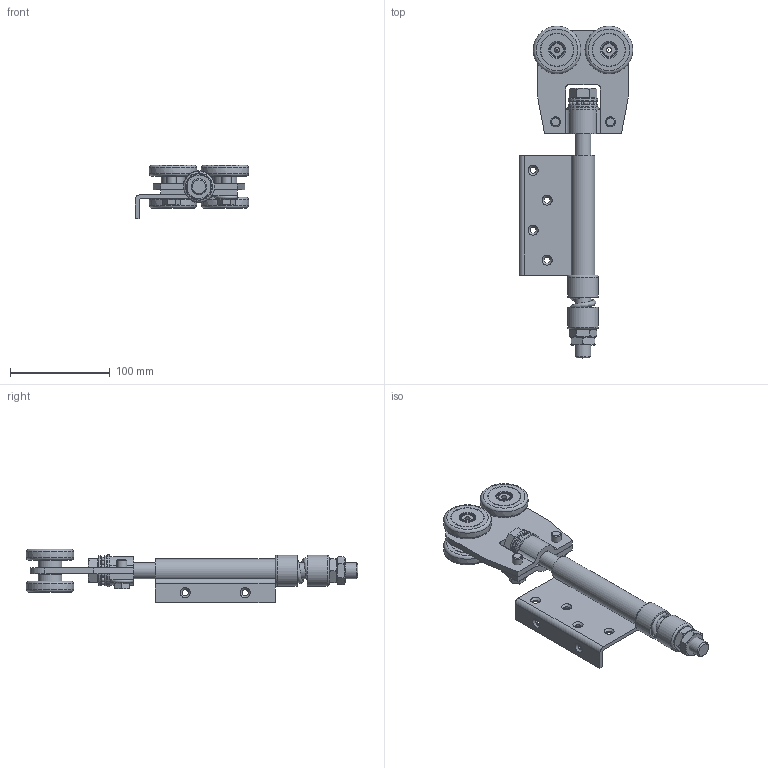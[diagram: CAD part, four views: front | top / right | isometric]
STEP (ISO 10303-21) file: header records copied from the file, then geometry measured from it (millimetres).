
FILE_DESCRIPTION(/* description */ (''),/* implementation_level */ '2;1');
FILE_NAME(/* name */ '9352E.stp',/* time_stamp */ '2020-07-24T15:08:08+02:00',/* author */ ('SIMMETF'),/* organization */ (''),/* preprocessor_version */ 'ST-DEVELOPER v17.2',/* originating_system */ 'Autodesk Inventor 2019',/* authorisation */ '');
FILE_SCHEMA (('AUTOMOTIVE_DESIGN { 1 0 10303 214 3 1 1 }'));
Length unit declared in the file: millimetre
Products named in the file (3): Ensemble2; 9352 sans charnière; 15267
Assembly tree (2 placements, depth 2):
  Ensemble2
    9352 sans charnière
    15267
Bounding box: 114 x 332.5 x 53.5 mm (x, y, z)
Volume: 290357.2 mm3; surface area: 141208.1 mm2
Topology: 23 solids, 23 shells, 363 faces, 985 edges, 693 vertices
Faces by surface type: plane 186, cylinder 81, cone 37, torus 26, bspline 21, sphere 12
Full cylindrical faces by diameter (mm): 6.2 x6, 8.376 x2, 10 x2, 10.1 x2, 12.5 x4, 13.835 x2, 14.8 x4, 15 x4, 16 x1, 16.2 x2, 17 x2, 18 x1, 22.5 x1, 24 x4, 27 x2, 30 x2, 31 x2, 32 x1, 32.6 x8, 33.4 x8
Entity records: 13654 total; most frequent: CARTESIAN_POINT 3956, DIRECTION 2071, ORIENTED_EDGE 1970, EDGE_CURVE 985, AXIS2_PLACEMENT_3D 852, VERTEX_POINT 693, CIRCLE 505, EDGE_LOOP 466
